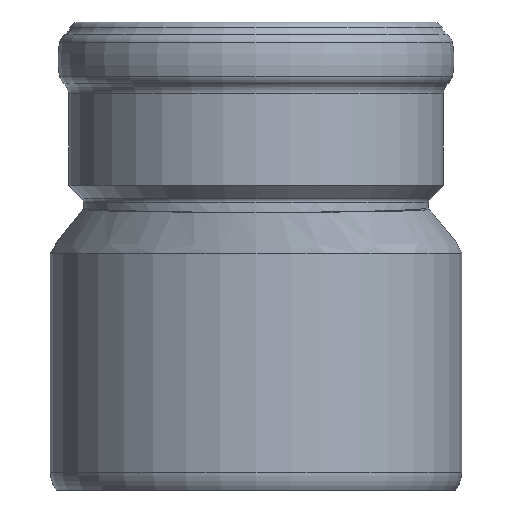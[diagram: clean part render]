
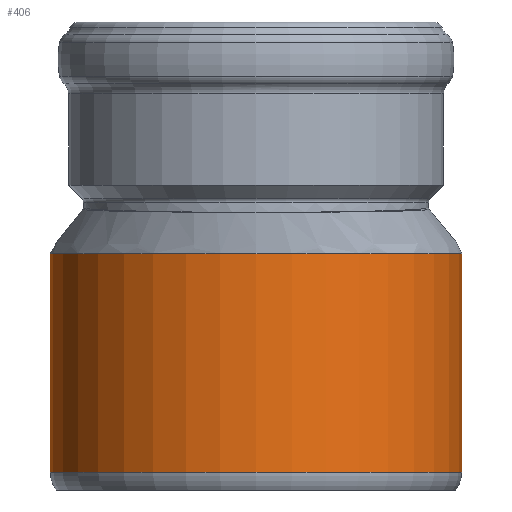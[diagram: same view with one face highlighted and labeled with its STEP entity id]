
A CAD part, front view. The second image highlights one B-rep face of the part: STEP entity #406.
In plain terms, the highlighted cylindrical face has radius 80 mm (diameter 160 mm), a full revolution.
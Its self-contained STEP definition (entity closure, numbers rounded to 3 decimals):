
#27=CYLINDRICAL_SURFACE('',#466,80.);
#54=FACE_BOUND('',#192,.T.);
#71=CIRCLE('',#410,80.);
#72=CIRCLE('',#411,80.);
#98=CIRCLE('',#462,80.);
#132=FACE_OUTER_BOUND('',#191,.T.);
#191=EDGE_LOOP('',(#365));
#192=EDGE_LOOP('',(#366,#367));
#209=VERTEX_POINT('',#1191);
#210=VERTEX_POINT('',#1202);
#241=VERTEX_POINT('',#2057);
#248=EDGE_CURVE('',#209,#210,#71,.T.);
#249=EDGE_CURVE('',#210,#209,#72,.T.);
#283=EDGE_CURVE('',#241,#241,#98,.T.);
#365=ORIENTED_EDGE('',*,*,#283,.T.);
#366=ORIENTED_EDGE('',*,*,#249,.F.);
#367=ORIENTED_EDGE('',*,*,#248,.F.);
#406=ADVANCED_FACE('',(#132,#54),#27,.T.);
#410=AXIS2_PLACEMENT_3D('',#1203,#470,#471);
#411=AXIS2_PLACEMENT_3D('',#1204,#472,#473);
#462=AXIS2_PLACEMENT_3D('',#2058,#574,#575);
#466=AXIS2_PLACEMENT_3D('',#2064,#582,#583);
#470=DIRECTION('center_axis',(0.,0.,1.));
#471=DIRECTION('ref_axis',(-1.,0.,0.));
#472=DIRECTION('center_axis',(0.,0.,1.));
#473=DIRECTION('ref_axis',(-1.,0.,0.));
#574=DIRECTION('center_axis',(0.,0.,1.));
#575=DIRECTION('ref_axis',(-1.,0.,0.));
#582=DIRECTION('center_axis',(0.,0.,1.));
#583=DIRECTION('ref_axis',(-1.,0.,0.));
#1191=CARTESIAN_POINT('',(0.,80.,91.95));
#1202=CARTESIAN_POINT('',(0.,-80.,91.95));
#1203=CARTESIAN_POINT('Origin',(0.,0.,91.95));
#1204=CARTESIAN_POINT('Origin',(0.,0.,91.95));
#2057=CARTESIAN_POINT('',(0.,80.,7.));
#2058=CARTESIAN_POINT('Origin',(0.,0.,7.));
#2064=CARTESIAN_POINT('Origin',(0.,0.,0.));
